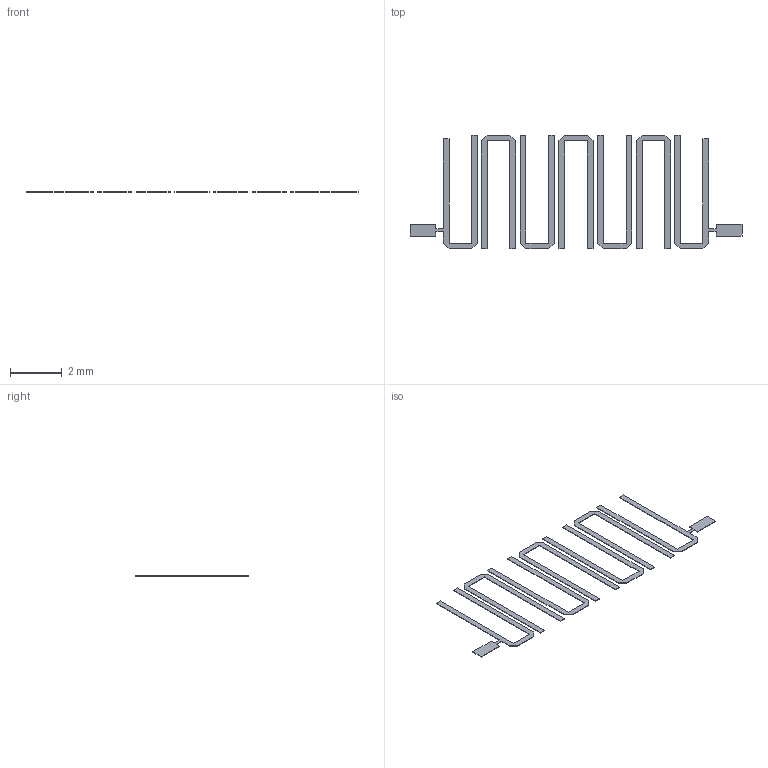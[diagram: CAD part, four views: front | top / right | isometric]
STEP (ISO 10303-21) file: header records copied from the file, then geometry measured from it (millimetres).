
FILE_DESCRIPTION(('STEP AP214'),'1');
FILE_NAME('Hairpin-1-1.stp','2021-09-09T19:01:31',('user'),(' '),'Spatial InterOp 3D','CST ACIS InterOp Converter 2016',' ');
FILE_SCHEMA(('AUTOMOTIVE_DESIGN { 1 0 10303 214 1 1 1 1 }'));
Length unit declared in the file: millimetre
Products named in the file (1): Metals/Resonator 1/Cu|Bend_Cu
Bounding box: 12.83 x 4.39 x 0.02 mm (x, y, z)
Volume: 0.4 mm3; surface area: 38.3 mm2
Topology: 8 solids, 8 shells, 112 faces, 288 edges, 192 vertices
Faces by surface type: plane 112
Entity records: 3441 total; most frequent: CARTESIAN_POINT 600, ORIENTED_EDGE 576, DIRECTION 528, EDGE_CURVE 288, LINE 288, VECTOR 288, VERTEX_POINT 192, AXIS2_PLACEMENT_3D 120
